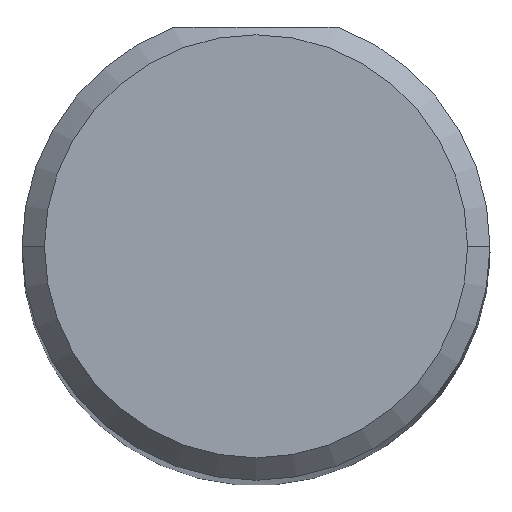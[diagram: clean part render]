
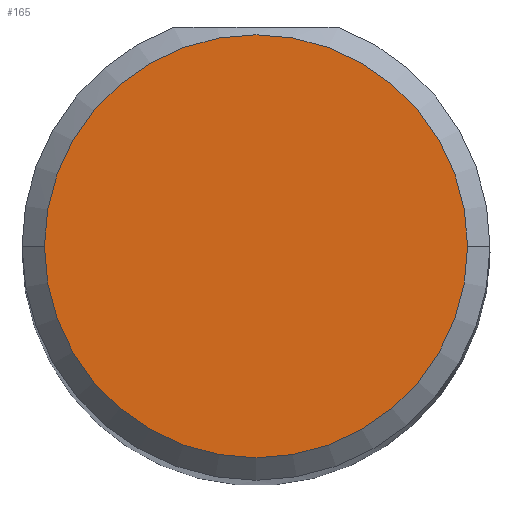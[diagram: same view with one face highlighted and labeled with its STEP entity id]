
A CAD part, top view. The second image highlights one B-rep face of the part: STEP entity #165.
In plain terms, the highlighted planar face has unit normal (0, 0, 1).
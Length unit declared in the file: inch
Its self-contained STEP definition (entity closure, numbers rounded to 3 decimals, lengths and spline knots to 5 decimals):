
#28 = CARTESIAN_POINT ( 'NONE',  ( 0., 0., 2.5 ) ) ;
#39 = PLANE ( 'NONE',  #485 ) ;
#77 = VERTEX_POINT ( 'NONE', #532 ) ;
#96 = CARTESIAN_POINT ( 'NONE',  ( 0., 0., 2.5 ) ) ;
#107 = EDGE_CURVE ( 'NONE', #77, #539, #132, .T. ) ;
#130 = AXIS2_PLACEMENT_3D ( 'NONE', #28, #237, #438 ) ;
#132 = CIRCLE ( 'NONE', #130, 0.14125 ) ;
#141 = DIRECTION ( 'NONE',  ( 0., 0., 1. ) ) ;
#149 = CARTESIAN_POINT ( 'NONE',  ( 0.14125, 0., 2.5 ) ) ;
#152 = FACE_OUTER_BOUND ( 'NONE', #544, .T. ) ;
#165 = ADVANCED_FACE ( 'NONE', ( #152 ), #39, .T. ) ;
#195 = EDGE_CURVE ( 'NONE', #539, #77, #273, .T. ) ;
#237 = DIRECTION ( 'NONE',  ( 0., 0., 1. ) ) ;
#273 = CIRCLE ( 'NONE', #655, 0.14125 ) ;
#348 = DIRECTION ( 'NONE',  ( 1., 0., 0. ) ) ;
#397 = ORIENTED_EDGE ( 'NONE', *, *, #195, .T. ) ;
#413 = DIRECTION ( 'NONE',  ( 1., 0., 0. ) ) ;
#438 = DIRECTION ( 'NONE',  ( 1., 0., 0. ) ) ;
#462 = CARTESIAN_POINT ( 'NONE',  ( 0., 0., 2.5 ) ) ;
#485 = AXIS2_PLACEMENT_3D ( 'NONE', #462, #141, #413 ) ;
#532 = CARTESIAN_POINT ( 'NONE',  ( -0.14125, 0., 2.5 ) ) ;
#539 = VERTEX_POINT ( 'NONE', #149 ) ;
#544 = EDGE_LOOP ( 'NONE', ( #648, #397 ) ) ;
#612 = DIRECTION ( 'NONE',  ( 0., 0., 1. ) ) ;
#648 = ORIENTED_EDGE ( 'NONE', *, *, #107, .T. ) ;
#655 = AXIS2_PLACEMENT_3D ( 'NONE', #96, #612, #348 ) ;
